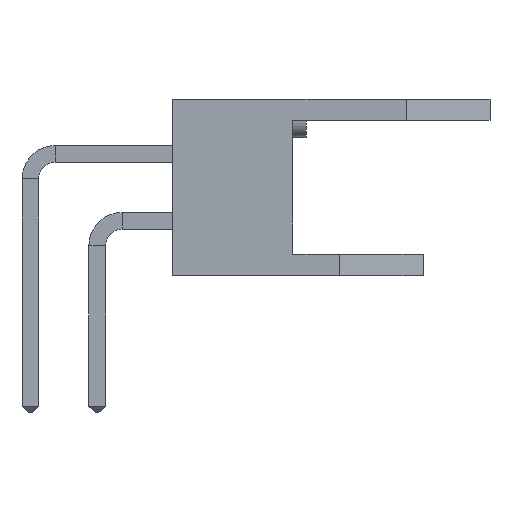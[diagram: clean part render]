
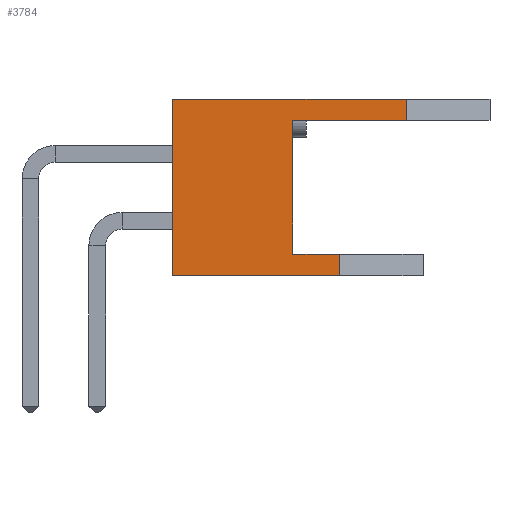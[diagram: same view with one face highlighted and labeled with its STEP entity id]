
A CAD part, front view. The second image highlights one B-rep face of the part: STEP entity #3784.
In plain terms, the highlighted planar face has unit normal (0, -1, 0).
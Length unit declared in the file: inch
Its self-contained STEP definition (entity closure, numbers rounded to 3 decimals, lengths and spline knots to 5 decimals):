
#3691=CARTESIAN_POINT('',(0.,0.,0.232));
#3692=DIRECTION('',(0.,0.,-1.));
#3693=VECTOR('',#3692,1.);
#3694=LINE('',#3691,#3693);
#3695=EDGE_CURVE('',#3697,#3699,#3694,.T.);
#3696=CARTESIAN_POINT('',(0.,0.,0.264));
#3697=VERTEX_POINT('',#3696);
#3698=CARTESIAN_POINT('',(0.,0.,0.));
#3699=VERTEX_POINT('',#3698);
#3722=CARTESIAN_POINT('',(0.18,0.,0.232));
#3723=DIRECTION('',(0.,0.,-1.));
#3724=VECTOR('',#3723,1.);
#3725=LINE('',#3722,#3724);
#3726=EDGE_CURVE('',#3728,#3730,#3725,.T.);
#3727=CARTESIAN_POINT('',(0.18,0.,0.232));
#3728=VERTEX_POINT('',#3727);
#3729=CARTESIAN_POINT('',(0.18,0.,0.032));
#3730=VERTEX_POINT('',#3729);
#3731=ORIENTED_EDGE('',*,*,#3726,.F.);
#3732=CARTESIAN_POINT('',(0.,0.,0.232));
#3733=DIRECTION('',(1.,0.,0.));
#3734=VECTOR('',#3733,1.);
#3735=LINE('',#3732,#3734);
#3736=EDGE_CURVE('',#3728,#3738,#3735,.T.);
#3737=CARTESIAN_POINT('',(0.35,0.,0.232));
#3738=VERTEX_POINT('',#3737);
#3739=ORIENTED_EDGE('',*,*,#3736,.T.);
#3740=CARTESIAN_POINT('',(0.35,0.,0.264));
#3741=DIRECTION('',(0.,0.,-1.));
#3742=VECTOR('',#3741,1.);
#3743=LINE('',#3740,#3742);
#3744=EDGE_CURVE('',#3746,#3738,#3743,.T.);
#3745=CARTESIAN_POINT('',(0.35,0.,0.264));
#3746=VERTEX_POINT('',#3745);
#3747=ORIENTED_EDGE('',*,*,#3744,.F.);
#3748=CARTESIAN_POINT('',(0.,0.,0.264));
#3749=DIRECTION('',(1.,0.,0.));
#3750=VECTOR('',#3749,1.);
#3751=LINE('',#3748,#3750);
#3752=EDGE_CURVE('',#3697,#3746,#3751,.T.);
#3753=ORIENTED_EDGE('',*,*,#3752,.F.);
#3754=ORIENTED_EDGE('',*,*,#3695,.T.);
#3755=CARTESIAN_POINT('',(0.25,0.,0.));
#3756=DIRECTION('',(-1.,0.,0.));
#3757=VECTOR('',#3756,1.);
#3758=LINE('',#3755,#3757);
#3759=EDGE_CURVE('',#3761,#3699,#3758,.T.);
#3760=CARTESIAN_POINT('',(0.25,0.,0.));
#3761=VERTEX_POINT('',#3760);
#3762=ORIENTED_EDGE('',*,*,#3759,.F.);
#3763=CARTESIAN_POINT('',(0.25,0.,0.));
#3764=DIRECTION('',(0.,0.,1.));
#3765=VECTOR('',#3764,1.);
#3766=LINE('',#3763,#3765);
#3767=EDGE_CURVE('',#3761,#3769,#3766,.T.);
#3768=CARTESIAN_POINT('',(0.25,0.,0.032));
#3769=VERTEX_POINT('',#3768);
#3770=ORIENTED_EDGE('',*,*,#3767,.T.);
#3771=CARTESIAN_POINT('',(0.25,0.,0.032));
#3772=DIRECTION('',(-1.,0.,0.));
#3773=VECTOR('',#3772,1.);
#3774=LINE('',#3771,#3773);
#3775=EDGE_CURVE('',#3769,#3730,#3774,.T.);
#3776=ORIENTED_EDGE('',*,*,#3775,.T.);
#3777=EDGE_LOOP('',(#3731,#3739,#3747,#3753,#3754,#3762,#3770,#3776));
#3778=FACE_BOUND('',#3777,.T.);
#3779=CARTESIAN_POINT('',(0.,0.,0.232));
#3780=DIRECTION('',(0.,1.,0.));
#3781=DIRECTION('',(0.,0.,1.));
#3782=AXIS2_PLACEMENT_3D('',#3779,#3780,#3781);
#3783=PLANE('',#3782);
#3784=ADVANCED_FACE('',(#3778),#3783,.F.);
